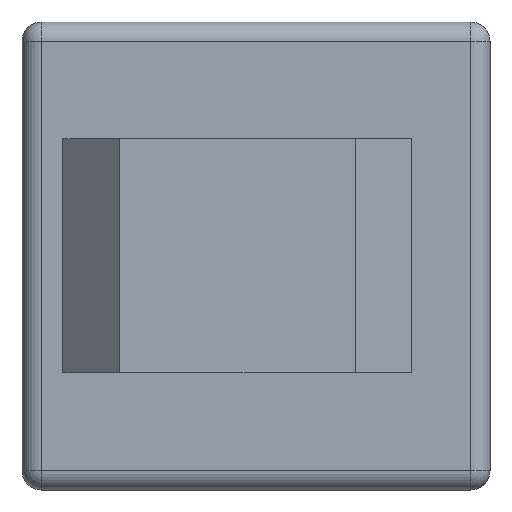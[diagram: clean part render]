
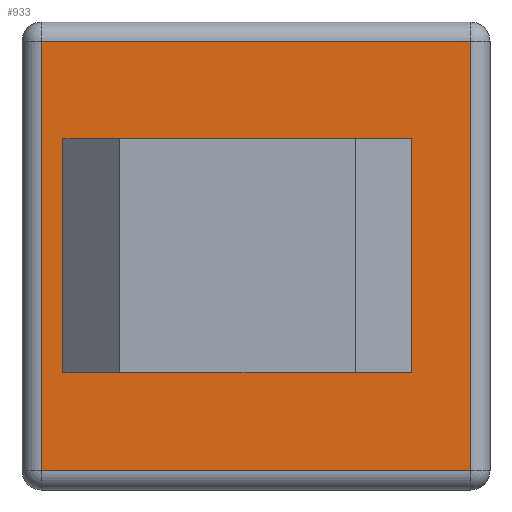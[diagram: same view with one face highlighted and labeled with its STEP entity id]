
A CAD part, front view. The second image highlights one B-rep face of the part: STEP entity #933.
In plain terms, the highlighted planar face has unit normal (0, -1, 0).
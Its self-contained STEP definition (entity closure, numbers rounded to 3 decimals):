
#16 = CARTESIAN_POINT ( 'NONE',  ( 0.5, -6.575, 9. ) ) ;
#35 = DIRECTION ( 'NONE',  ( 0., 0., -1. ) ) ;
#59 = ORIENTED_EDGE ( 'NONE', *, *, #598, .T. ) ;
#102 = LINE ( 'NONE', #231, #825 ) ;
#118 = EDGE_CURVE ( 'NONE', #1138, #147, #102, .T. ) ;
#122 = VECTOR ( 'NONE', #237, 1000. ) ;
#147 = VERTEX_POINT ( 'NONE', #1384 ) ;
#160 = VECTOR ( 'NONE', #35, 1000. ) ;
#173 = EDGE_CURVE ( 'NONE', #1271, #1182, #535, .T. ) ;
#177 = EDGE_LOOP ( 'NONE', ( #341, #941, #725, #865, #665, #522 ) ) ;
#231 = CARTESIAN_POINT ( 'NONE',  ( 5.5, -6.575, 12. ) ) ;
#237 = DIRECTION ( 'NONE',  ( 0., 0., -1. ) ) ;
#272 = EDGE_CURVE ( 'NONE', #852, #922, #804, .T. ) ;
#284 = CARTESIAN_POINT ( 'NONE',  ( 2.5, -6.575, 3. ) ) ;
#334 = EDGE_CURVE ( 'NONE', #922, #902, #552, .T. ) ;
#341 = ORIENTED_EDGE ( 'NONE', *, *, #1071, .F. ) ;
#342 = DIRECTION ( 'NONE',  ( -1., 0., 0. ) ) ;
#355 = CARTESIAN_POINT ( 'NONE',  ( 2.5, -6.575, 11.5 ) ) ;
#378 = CARTESIAN_POINT ( 'NONE',  ( -1.5, -6.575, 5. ) ) ;
#409 = DIRECTION ( 'NONE',  ( -1., 0., 0. ) ) ;
#427 = EDGE_CURVE ( 'NONE', #480, #666, #1466, .T. ) ;
#431 = VECTOR ( 'NONE', #643, 1000. ) ;
#449 = CARTESIAN_POINT ( 'NONE',  ( -5.5, -6.575, 11.5 ) ) ;
#450 = CIRCLE ( 'NONE', #498, 2. ) ;
#467 = DIRECTION ( 'NONE',  ( 0., 0., -1. ) ) ;
#480 = VERTEX_POINT ( 'NONE', #449 ) ;
#488 = LINE ( 'NONE', #627, #431 ) ;
#498 = AXIS2_PLACEMENT_3D ( 'NONE', #378, #734, #1079 ) ;
#514 = VECTOR ( 'NONE', #342, 1000. ) ;
#522 = ORIENTED_EDGE ( 'NONE', *, *, #334, .T. ) ;
#535 = LINE ( 'NONE', #1482, #122 ) ;
#549 = LINE ( 'NONE', #355, #514 ) ;
#552 = LINE ( 'NONE', #1218, #160 ) ;
#558 = AXIS2_PLACEMENT_3D ( 'NONE', #977, #1433, #1317 ) ;
#567 = CARTESIAN_POINT ( 'NONE',  ( 5.5, -6.575, 0.5 ) ) ;
#587 = AXIS2_PLACEMENT_3D ( 'NONE', #737, #1212, #409 ) ;
#598 = EDGE_CURVE ( 'NONE', #147, #480, #549, .T. ) ;
#601 = CARTESIAN_POINT ( 'NONE',  ( -5.5, -6.575, 0.5 ) ) ;
#609 = VECTOR ( 'NONE', #467, 1000. ) ;
#627 = CARTESIAN_POINT ( 'NONE',  ( 6., -6.575, 0.5 ) ) ;
#631 = CARTESIAN_POINT ( 'NONE',  ( -6., -6.575, 9. ) ) ;
#643 = DIRECTION ( 'NONE',  ( 1., 0., 0. ) ) ;
#650 = PLANE ( 'NONE',  #558 ) ;
#665 = ORIENTED_EDGE ( 'NONE', *, *, #272, .T. ) ;
#666 = VERTEX_POINT ( 'NONE', #601 ) ;
#710 = ORIENTED_EDGE ( 'NONE', *, *, #118, .T. ) ;
#725 = ORIENTED_EDGE ( 'NONE', *, *, #173, .F. ) ;
#734 = DIRECTION ( 'NONE',  ( 0., 1., 0. ) ) ;
#737 = CARTESIAN_POINT ( 'NONE',  ( 0.5, -6.575, 7. ) ) ;
#747 = CARTESIAN_POINT ( 'NONE',  ( 2.5, -6.575, 7. ) ) ;
#782 = DIRECTION ( 'NONE',  ( 1., 0., 0. ) ) ;
#804 = CIRCLE ( 'NONE', #587, 2. ) ;
#809 = EDGE_CURVE ( 'NONE', #997, #1182, #450, .T. ) ;
#816 = LINE ( 'NONE', #631, #839 ) ;
#819 = VECTOR ( 'NONE', #782, 1000. ) ;
#825 = VECTOR ( 'NONE', #1172, 1000. ) ;
#839 = VECTOR ( 'NONE', #1302, 1000. ) ;
#848 = ORIENTED_EDGE ( 'NONE', *, *, #427, .T. ) ;
#852 = VERTEX_POINT ( 'NONE', #16 ) ;
#857 = CARTESIAN_POINT ( 'NONE',  ( -1.5, -6.575, 3. ) ) ;
#865 = ORIENTED_EDGE ( 'NONE', *, *, #1366, .T. ) ;
#893 = FACE_BOUND ( 'NONE', #177, .T. ) ;
#902 = VERTEX_POINT ( 'NONE', #284 ) ;
#922 = VERTEX_POINT ( 'NONE', #747 ) ;
#933 = ADVANCED_FACE ( 'NONE', ( #1114, #893 ), #650, .F. ) ;
#941 = ORIENTED_EDGE ( 'NONE', *, *, #809, .T. ) ;
#965 = ORIENTED_EDGE ( 'NONE', *, *, #1301, .T. ) ;
#977 = CARTESIAN_POINT ( 'NONE',  ( 2.5, -6.575, 12. ) ) ;
#997 = VERTEX_POINT ( 'NONE', #857 ) ;
#1026 = CARTESIAN_POINT ( 'NONE',  ( -5.5, -6.575, 12. ) ) ;
#1071 = EDGE_CURVE ( 'NONE', #997, #902, #1128, .T. ) ;
#1079 = DIRECTION ( 'NONE',  ( -1., 0., 0. ) ) ;
#1114 = FACE_OUTER_BOUND ( 'NONE', #1415, .T. ) ;
#1128 = LINE ( 'NONE', #1475, #819 ) ;
#1138 = VERTEX_POINT ( 'NONE', #567 ) ;
#1172 = DIRECTION ( 'NONE',  ( 0., 0., 1. ) ) ;
#1182 = VERTEX_POINT ( 'NONE', #1410 ) ;
#1212 = DIRECTION ( 'NONE',  ( 0., 1., 0. ) ) ;
#1218 = CARTESIAN_POINT ( 'NONE',  ( 2.5, -6.575, 12. ) ) ;
#1271 = VERTEX_POINT ( 'NONE', #1497 ) ;
#1301 = EDGE_CURVE ( 'NONE', #666, #1138, #488, .T. ) ;
#1302 = DIRECTION ( 'NONE',  ( 1., 0., 0. ) ) ;
#1317 = DIRECTION ( 'NONE',  ( -1., 0., 0. ) ) ;
#1366 = EDGE_CURVE ( 'NONE', #1271, #852, #816, .T. ) ;
#1384 = CARTESIAN_POINT ( 'NONE',  ( 5.5, -6.575, 11.5 ) ) ;
#1410 = CARTESIAN_POINT ( 'NONE',  ( -3.5, -6.575, 5. ) ) ;
#1415 = EDGE_LOOP ( 'NONE', ( #59, #848, #965, #710 ) ) ;
#1433 = DIRECTION ( 'NONE',  ( 0., 1., 0. ) ) ;
#1466 = LINE ( 'NONE', #1026, #609 ) ;
#1475 = CARTESIAN_POINT ( 'NONE',  ( -6., -6.575, 3. ) ) ;
#1482 = CARTESIAN_POINT ( 'NONE',  ( -3.5, -6.575, 12. ) ) ;
#1497 = CARTESIAN_POINT ( 'NONE',  ( -3.5, -6.575, 9. ) ) ;
